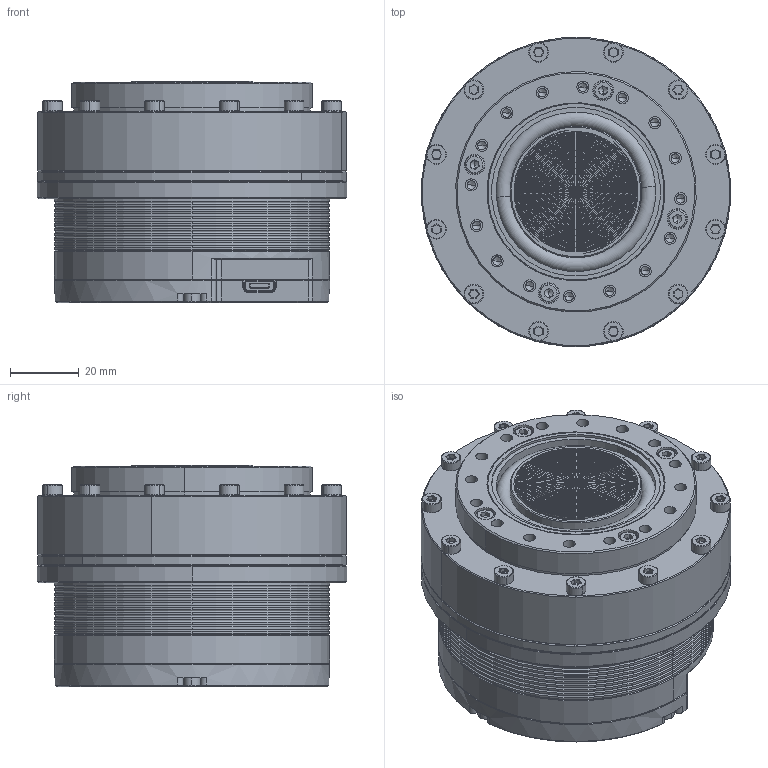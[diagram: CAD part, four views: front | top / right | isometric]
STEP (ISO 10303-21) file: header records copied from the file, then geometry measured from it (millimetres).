
FILE_DESCRIPTION((''),'2;1');
FILE_NAME('PND60-20','2026-02-09T16:31:20',('Administrator'),(''),'CREO PARAMETRIC BY PTC INC, 2020033','CREO PARAMETRIC BY PTC INC, 2020033','');
FILE_SCHEMA(('CONFIG_CONTROL_DESIGN','SHAPE_APPEARANCE_LAYERS_GROUPS'));
Length unit declared in the file: millimetre
Products named in the file (1): PND60-20
Bounding box: 90 x 90 x 64.45 mm (x, y, z)
Volume: 333140.5 mm3; surface area: 40566.8 mm2
Topology: 1 solids, 1 shells, 1946 faces, 4550 edges, 2639 vertices
Faces by surface type: cylinder 674, plane 580, torus 388, cone 202, sphere 100, extrusion 2
Entity records: 54938 total; most frequent: DIRECTION 10629, CARTESIAN_POINT 9627, ORIENTED_EDGE 8788, EDGE_CURVE 4394, AXIS2_PLACEMENT_3D 4385, VERTEX_POINT 2639, CIRCLE 2441, EDGE_LOOP 2135
